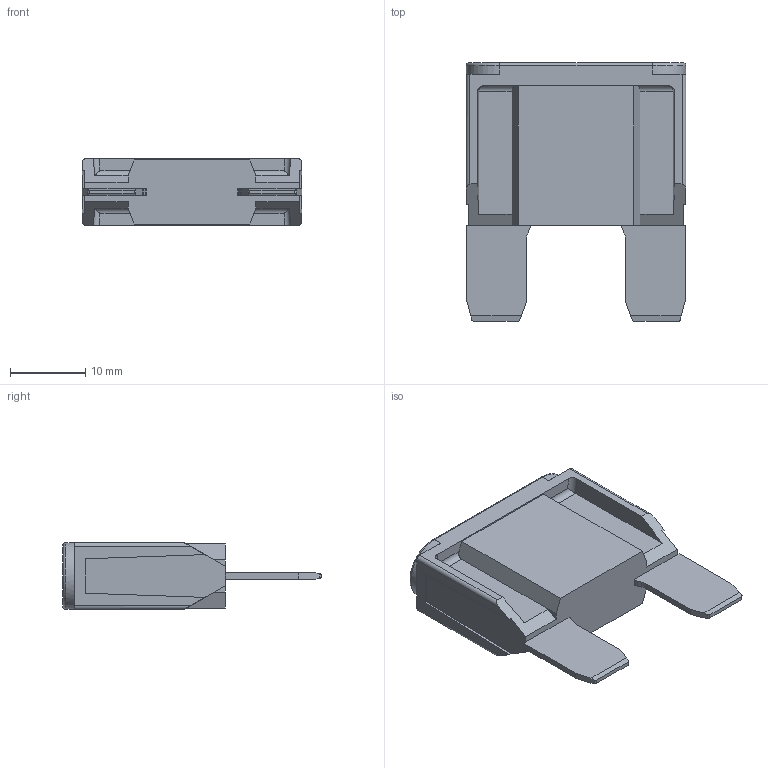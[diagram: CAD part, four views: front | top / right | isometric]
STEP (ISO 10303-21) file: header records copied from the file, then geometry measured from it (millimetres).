
FILE_DESCRIPTION((''),'2;1');
FILE_NAME('3DMODEL_0299000_MAXI','2022-07-29T12:19:07',('MLegi'),(''),'CREO PARAMETRIC BY PTC INC, 2021304','CREO PARAMETRIC BY PTC INC, 2021304','');
FILE_SCHEMA(('CONFIG_CONTROL_DESIGN'));
Length unit declared in the file: millimetre
Products named in the file (1): 3DMODEL_0299000_MAXI
Bounding box: 29.21 x 34.31 x 8.89 mm (x, y, z)
Volume: 4591 mm3; surface area: 2843 mm2
Topology: 1 solids, 1 shells, 112 faces, 301 edges, 195 vertices
Faces by surface type: plane 78, cylinder 32, torus 2
Entity records: 3579 total; most frequent: CARTESIAN_POINT 751, ORIENTED_EDGE 602, DIRECTION 540, EDGE_CURVE 301, VECTOR 234, LINE 234, VERTEX_POINT 195, AXIS2_PLACEMENT_3D 153
